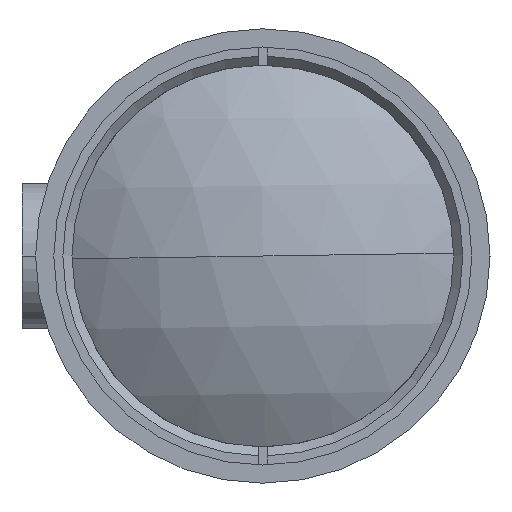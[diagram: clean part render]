
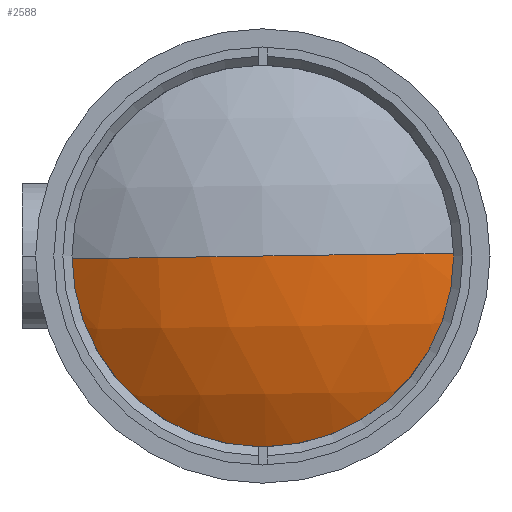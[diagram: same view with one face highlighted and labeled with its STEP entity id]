
A CAD part, left-side view. The second image highlights one B-rep face of the part: STEP entity #2588.
In plain terms, the highlighted spherical face has radius 38.79 mm.
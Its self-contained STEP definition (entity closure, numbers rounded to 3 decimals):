
#7 = AXIS2_PLACEMENT_3D ( 'NONE', #3631, #667, #588 ) ;
#79 = CIRCLE ( 'NONE', #1961, 38.79 ) ;
#95 = CARTESIAN_POINT ( 'NONE',  ( 1.032, 0., 0. ) ) ;
#137 = FACE_OUTER_BOUND ( 'NONE', #2183, .T. ) ;
#157 = DIRECTION ( 'NONE',  ( 0., -0.015, -1. ) ) ;
#223 = VERTEX_POINT ( 'NONE', #1139 ) ;
#582 = VERTEX_POINT ( 'NONE', #1215 ) ;
#588 = DIRECTION ( 'NONE',  ( 0., 1., -0.015 ) ) ;
#667 = DIRECTION ( 'NONE',  ( 0., -0.015, -1. ) ) ;
#855 = EDGE_CURVE ( 'NONE', #223, #582, #2380, .T. ) ;
#908 = SPHERICAL_SURFACE ( 'NONE', #7, 38.79 ) ;
#1004 = AXIS2_PLACEMENT_3D ( 'NONE', #3420, #1960, #3790 ) ;
#1139 = CARTESIAN_POINT ( 'NONE',  ( 7.874, 21.998, -0.33 ) ) ;
#1215 = CARTESIAN_POINT ( 'NONE',  ( 7.874, -21.998, 0.33 ) ) ;
#1527 = CARTESIAN_POINT ( 'NONE',  ( 39.822, 0., 0. ) ) ;
#1848 = DIRECTION ( 'NONE',  ( 0., -1., 0.015 ) ) ;
#1960 = DIRECTION ( 'NONE',  ( -1., 0., 0. ) ) ;
#1961 = AXIS2_PLACEMENT_3D ( 'NONE', #1527, #3653, #1848 ) ;
#2069 = CARTESIAN_POINT ( 'NONE',  ( 39.822, 0., 0. ) ) ;
#2183 = EDGE_LOOP ( 'NONE', ( #3537, #2726, #2883 ) ) ;
#2380 = CIRCLE ( 'NONE', #1004, 22. ) ;
#2382 = DIRECTION ( 'NONE',  ( 0., 1., -0.015 ) ) ;
#2398 = AXIS2_PLACEMENT_3D ( 'NONE', #2069, #157, #2382 ) ;
#2588 = ADVANCED_FACE ( 'NONE', ( #137 ), #908, .T. ) ;
#2726 = ORIENTED_EDGE ( 'NONE', *, *, #3261, .T. ) ;
#2883 = ORIENTED_EDGE ( 'NONE', *, *, #3872, .F. ) ;
#3261 = EDGE_CURVE ( 'NONE', #582, #3632, #3904, .T. ) ;
#3420 = CARTESIAN_POINT ( 'NONE',  ( 7.874, 0., 0. ) ) ;
#3537 = ORIENTED_EDGE ( 'NONE', *, *, #855, .T. ) ;
#3631 = CARTESIAN_POINT ( 'NONE',  ( 39.822, 0., 0. ) ) ;
#3632 = VERTEX_POINT ( 'NONE', #95 ) ;
#3653 = DIRECTION ( 'NONE',  ( 0., 0.015, 1. ) ) ;
#3790 = DIRECTION ( 'NONE',  ( 0., 0.015, 1. ) ) ;
#3872 = EDGE_CURVE ( 'NONE', #223, #3632, #79, .T. ) ;
#3904 = CIRCLE ( 'NONE', #2398, 38.79 ) ;
